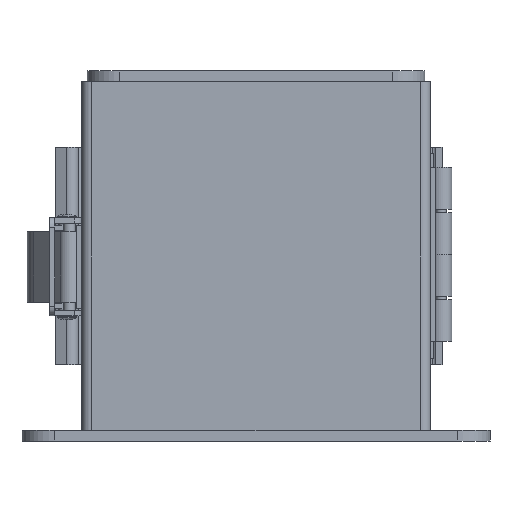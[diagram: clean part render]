
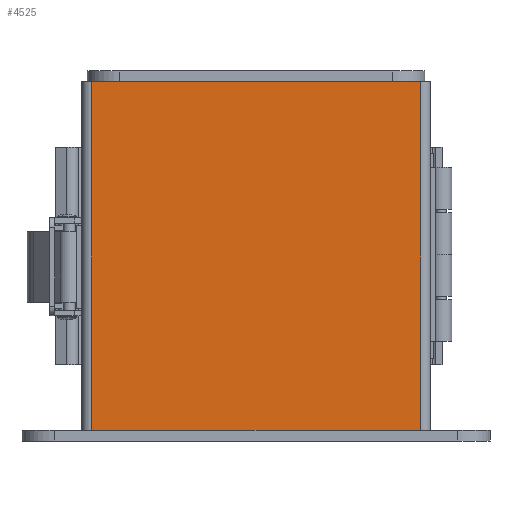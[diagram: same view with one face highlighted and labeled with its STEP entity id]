
A CAD part, front view. The second image highlights one B-rep face of the part: STEP entity #4525.
In plain terms, the highlighted face is planar.
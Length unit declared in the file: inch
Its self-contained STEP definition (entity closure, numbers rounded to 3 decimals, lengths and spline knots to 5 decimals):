
#479=FACE_OUTER_BOUND('',#740,.T.);
#740=EDGE_LOOP('',(#3103,#3104,#3105,#3106));
#1088=LINE('',#6716,#1530);
#1093=LINE('',#6734,#1535);
#1097=LINE('',#6748,#1539);
#1099=LINE('',#6751,#1541);
#1530=VECTOR('',#5355,4.);
#1535=VECTOR('',#5378,4.);
#1539=VECTOR('',#5398,3.7895);
#1541=VECTOR('',#5402,3.7895);
#1953=VERTEX_POINT('',#6713);
#1954=VERTEX_POINT('',#6715);
#1957=VERTEX_POINT('',#6731);
#1958=VERTEX_POINT('',#6733);
#2391=EDGE_CURVE('',#1954,#1953,#1088,.T.);
#2400=EDGE_CURVE('',#1958,#1957,#1093,.T.);
#2407=EDGE_CURVE('',#1954,#1957,#1097,.T.);
#2409=EDGE_CURVE('',#1958,#1953,#1099,.T.);
#3103=ORIENTED_EDGE('',*,*,#2391,.T.);
#3104=ORIENTED_EDGE('',*,*,#2409,.F.);
#3105=ORIENTED_EDGE('',*,*,#2400,.T.);
#3106=ORIENTED_EDGE('',*,*,#2407,.F.);
#4202=PLANE('',#4816);
#4525=ADVANCED_FACE('',(#479),#4202,.F.);
#4816=AXIS2_PLACEMENT_3D('',#6750,#5400,#5401);
#5355=DIRECTION('',(0.,-1.,0.));
#5378=DIRECTION('',(0.,1.,0.));
#5398=DIRECTION('',(-1.,0.,0.));
#5400=DIRECTION('center_axis',(0.,0.,1.));
#5401=DIRECTION('ref_axis',(1.,0.,0.));
#5402=DIRECTION('',(1.,0.,0.));
#6713=CARTESIAN_POINT('',(1.89475,-2.,0.));
#6715=CARTESIAN_POINT('',(1.89475,2.,0.));
#6716=CARTESIAN_POINT('',(1.89475,1.,0.));
#6731=CARTESIAN_POINT('',(-1.89475,2.,0.));
#6733=CARTESIAN_POINT('',(-1.89475,-2.,0.));
#6734=CARTESIAN_POINT('',(-1.89475,-1.,0.));
#6748=CARTESIAN_POINT('',(2.,2.,0.));
#6750=CARTESIAN_POINT('Origin',(0.,0.,
0.));
#6751=CARTESIAN_POINT('',(-2.,-2.,0.));
